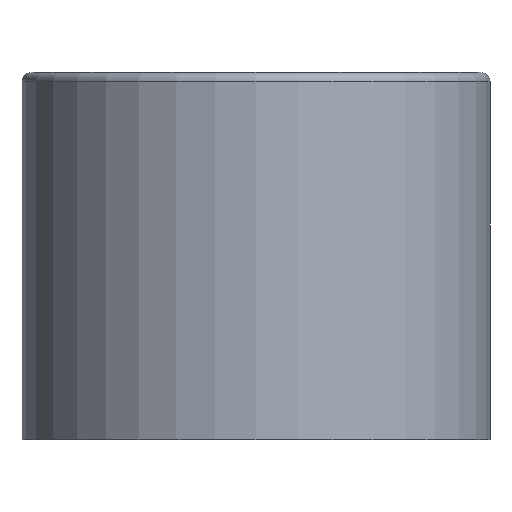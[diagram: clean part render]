
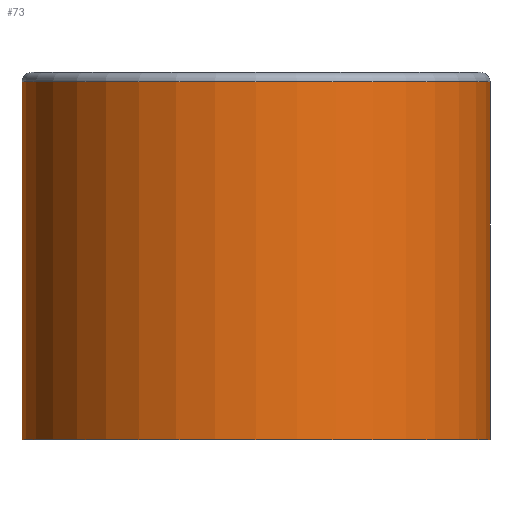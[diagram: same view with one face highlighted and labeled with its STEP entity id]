
A CAD part, front view. The second image highlights one B-rep face of the part: STEP entity #73.
In plain terms, the highlighted cylindrical face has radius 2.55 mm (diameter 5.1 mm), a full revolution.
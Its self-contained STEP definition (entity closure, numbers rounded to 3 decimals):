
#20=CYLINDRICAL_SURFACE('',#94,2.55);
#26=ORIENTED_EDGE('',*,*,#35,.F.);
#27=ORIENTED_EDGE('',*,*,#34,.T.);
#34=EDGE_CURVE('',#39,#39,#44,.T.);
#35=EDGE_CURVE('',#40,#40,#45,.T.);
#39=VERTEX_POINT('',#131);
#40=VERTEX_POINT('',#134);
#44=CIRCLE('',#93,2.55);
#45=CIRCLE('',#95,2.55);
#51=EDGE_LOOP('',(#26));
#52=EDGE_LOOP('',(#27));
#61=FACE_BOUND('',#51,.T.);
#62=FACE_BOUND('',#52,.T.);
#73=ADVANCED_FACE('',(#61,#62),#20,.T.);
#93=AXIS2_PLACEMENT_3D('',#130,#109,#110);
#94=AXIS2_PLACEMENT_3D('',#132,#111,#112);
#95=AXIS2_PLACEMENT_3D('',#133,#113,#114);
#109=DIRECTION('',(0.,0.,-1.));
#110=DIRECTION('',(-1.,0.,0.));
#111=DIRECTION('',(0.,0.,-1.));
#112=DIRECTION('',(-1.,0.,0.));
#113=DIRECTION('',(0.,0.,-1.));
#114=DIRECTION('',(-1.,0.,0.));
#130=CARTESIAN_POINT('',(0.,0.,-0.1));
#131=CARTESIAN_POINT('',(-2.55,0.,-0.1));
#132=CARTESIAN_POINT('',(0.,0.,-0.9));
#133=CARTESIAN_POINT('',(0.,0.,-4.));
#134=CARTESIAN_POINT('',(-2.55,0.,-4.));
